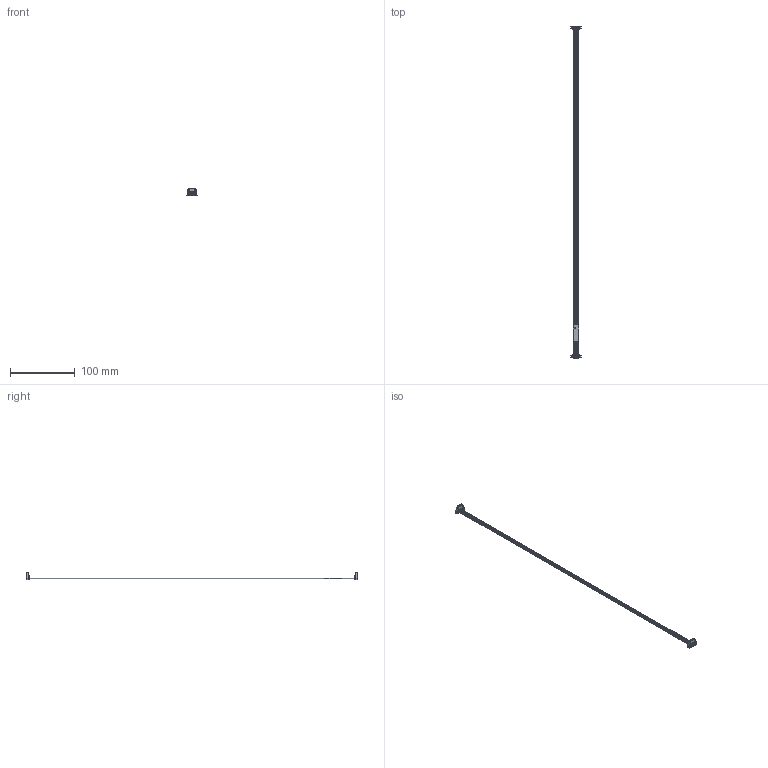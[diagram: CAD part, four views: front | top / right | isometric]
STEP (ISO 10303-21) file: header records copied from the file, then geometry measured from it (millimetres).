
FILE_DESCRIPTION(('CATIA V5 STEP Exchange','CAx-IF Rec.Pracs.--- Model Styling and Organization---1.4--- 2014-01-23'),'2;1');
FILE_NAME ('D1528993_0_2826930000_2826930000.stp','2022-04-28T10:06:07+00:00',('none'),('Weidmueller'),'CATIA Version 5-6 Release 2016 SP3 HF44','CATIA V5 STEP AP214','none');
FILE_SCHEMA(('AUTOMOTIVE_DESIGN { 1 0 10303 214 1 1 1 1 }'));
Products named in the file (1): 2826930000
Bounding box: 15.4 x 511.2 x 12.2 mm (x, y, z)
Volume: 2425.8 mm3; surface area: 21850.4 mm2
Topology: 17 solids, 17 shells, 2332 faces, 6582 edges, 4444 vertices
Faces by surface type: plane 1742, cylinder 438, extrusion 136, cone 16
Entity records: 79860 total; most frequent: CARTESIAN_POINT 20761, ORIENTED_EDGE 13164, DIRECTION 10182, EDGE_CURVE 6582, VECTOR 5324, LINE 5188, VERTEX_POINT 4444, AXIS2_PLACEMENT_3D 2663
